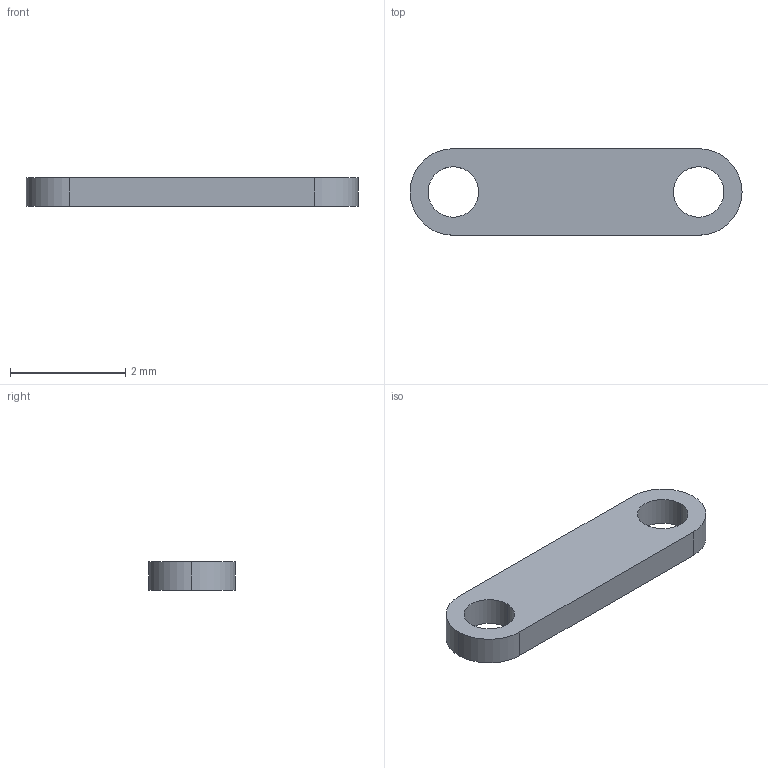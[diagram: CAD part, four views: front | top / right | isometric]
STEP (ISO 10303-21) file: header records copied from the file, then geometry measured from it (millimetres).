
FILE_DESCRIPTION(('produced by SPATIAL CORP'),'2;1');
FILE_NAME( 'linkage_arm_short_46.hh.sat.stp', '2002-04-19T11:22:20+00:00',('SPATIAL CORP'),('SPATIAL CORP'), 'ACIS STEP Husk','http://www.spatial.com','SPATIAL CORP');
FILE_SCHEMA(('CONFIG_CONTROL_DESIGN'));
Length unit declared in the file: millimetre
Products named in the file (1): PRODUCT_ID_1
Bounding box: 5.75 x 1.5 x 0.5 mm (x, y, z)
Volume: 3.5 mm3; surface area: 23.2 mm2
Topology: 1 solids, 1 shells, 12 faces, 30 edges, 20 vertices
Faces by surface type: cylinder 8, plane 4
Entity records: 403 total; most frequent: ORIENTED_EDGE 60, CARTESIAN_POINT 50, DIRECTION 46, EDGE_CURVE 30, VERTEX_POINT 20, AXIS2_PLACEMENT_3D 16, EDGE_LOOP 16, FACE_BOUND 16
